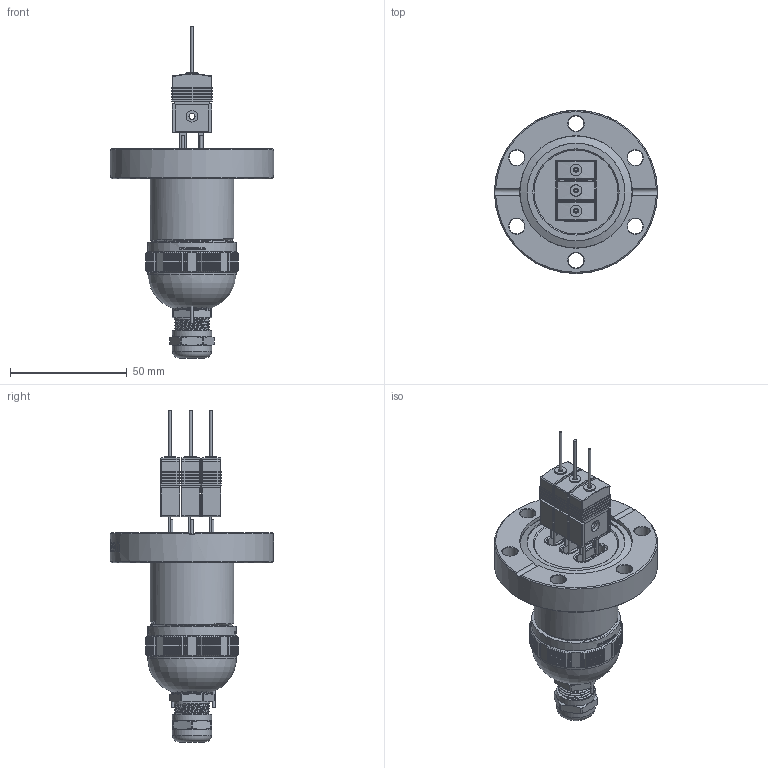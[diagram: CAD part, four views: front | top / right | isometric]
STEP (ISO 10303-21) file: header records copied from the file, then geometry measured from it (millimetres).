
FILE_DESCRIPTION (( 'STEP AP214' ), '1' );
FILE_NAME ('外发模型-Z-TC-CF40-0608K（带尼龙插头+护线筒）.STEP', '2024-08-16T03:54:01', ( '' ), ( '' ), 'SwSTEP 2.0', 'SolidWorks 2020', '' );
FILE_SCHEMA (( 'AUTOMOTIVE_DESIGN' ));
Length unit declared in the file: millimetre
Products named in the file (16): 錨璃8^俋楷耀倰-TC-16464L35; 俋楷耀倰-Z-TC-D36-0608K-2; 誘盄芠俋褲-CPC-M36D08-L40; NDL-L207-08K-; 誘盄芠-CPC-M36D08-L40; 外发模型-TC-16464L35（T插头）; 外发模型-Z-TC-CF40-0608K（带尼龙插头+护线筒）; SMPW-K-F; 誘盄芠蹟簽-LT8-PG9; 俋楷耀倰-TC-16464L35; FL-CF40-D36; NDL-L207-08K+; 誘盄芠囀郋-FTL8-M12NX; 囀郋躇猾杶 4-8; 囀郋彶踡蛈 4-8; FL-TC-D36-0608K-2
Assembly tree (20 placements, depth 5):
  外发模型-Z-TC-CF40-0608K（带尼龙插头+护线筒）
    FL-CF40-D36
    俋楷耀倰-Z-TC-D36-0608K-2
      FL-TC-D36-0608K-2
      外发模型-TC-16464L35（T插头）  x3
        俋楷耀倰-TC-16464L35
          錨璃8^俋楷耀倰-TC-16464L35
        NDL-L207-08K-
        NDL-L207-08K+
        SMPW-K-F
      誘盄芠-CPC-M36D08-L40
        誘盄芠俋褲-CPC-M36D08-L40
        誘盄芠囀郋-FTL8-M12NX
          誘盄芠蹟簽-LT8-PG9
          囀郋躇猾杶 4-8
          囀郋彶踡蛈 4-8
Bounding box: 70 x 70 x 142.5 mm (x, y, z)
Volume: 75678.4 mm3; surface area: 56300.1 mm2
Topology: 63 solids, 63 shells, 2701 faces, 7434 edges, 5103 vertices
Faces by surface type: plane 1820, cylinder 634, bspline 123, torus 85, cone 39
Full cylindrical faces by diameter (mm): 1.2 x6, 1.27 x12, 1.3 x6, 2 x6, 2.6 x6, 3.533 x12, 3.8 x12, 4.6 x12, 5 x18, 5.5 x12, 6.6 x6, 8.2 x2, 8.5 x1, 10 x1, 10.5 x1, 11.6 x1, 12 x1, 12.4 x1, 13.3 x1, 16.6 x1, 16.8 x2, 32 x1, 34.5 x1, 36 x5, 36.5 x1, 38 x2, 48.3 x1, 70 x1
Entity records: 42390 total; most frequent: CARTESIAN_POINT 17817, ORIENTED_EDGE 5474, DIRECTION 4064, EDGE_CURVE 2737, VERTEX_POINT 2041, AXIS2_PLACEMENT_3D 1380, VECTOR 1304, LINE 1304
